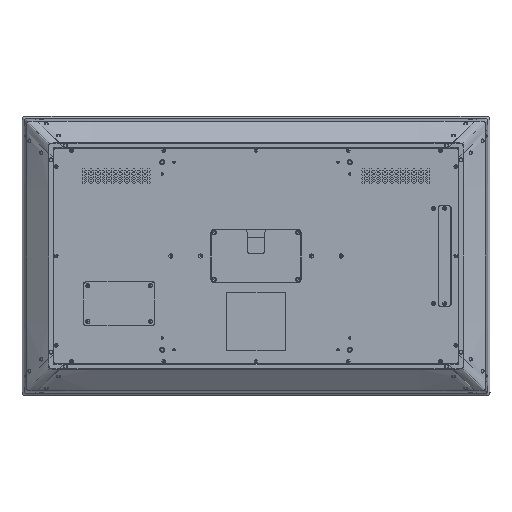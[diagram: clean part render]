
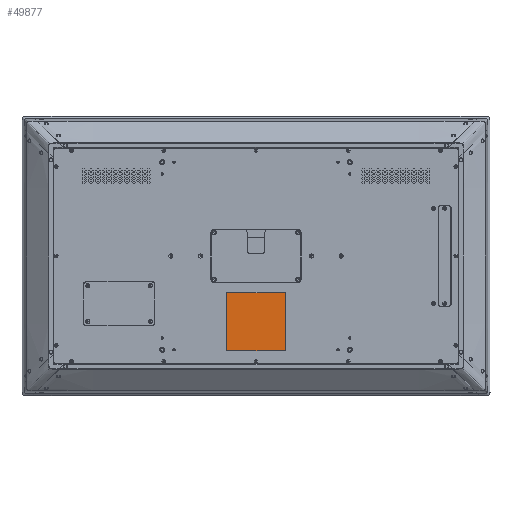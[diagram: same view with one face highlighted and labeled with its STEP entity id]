
A CAD part, front view. The second image highlights one B-rep face of the part: STEP entity #49877.
In plain terms, the highlighted planar face has unit normal (0, -1, 0).
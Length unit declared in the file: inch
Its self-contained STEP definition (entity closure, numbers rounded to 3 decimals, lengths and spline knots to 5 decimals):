
#9354 = VERTEX_POINT ( 'NONE', #115571 ) ;
#10036 = EDGE_CURVE ( 'NONE', #75019, #9354, #136614, .T. ) ;
#22093 = VECTOR ( 'NONE', #113742, 39.37008 ) ;
#23148 = CARTESIAN_POINT ( 'NONE',  ( 16.75375, -1.14622, -7.55653 ) ) ;
#34815 = VECTOR ( 'NONE', #62420, 39.37008 ) ;
#42301 = CARTESIAN_POINT ( 'NONE',  ( 2.4375, -1.14622, -6.71278 ) ) ;
#49752 = EDGE_CURVE ( 'NONE', #65390, #75019, #63234, .T. ) ;
#49877 = ADVANCED_FACE ( 'NONE', ( #97364 ), #134854, .T. ) ;
#50954 = CARTESIAN_POINT ( 'NONE',  ( 16.75375, -1.14622, -1.83778 ) ) ;
#51581 = VECTOR ( 'NONE', #109270, 39.37008 ) ;
#60737 = AXIS2_PLACEMENT_3D ( 'NONE', #23148, #72877, #81910 ) ;
#62420 = DIRECTION ( 'NONE',  ( 0., 0., 1. ) ) ;
#62609 = ORIENTED_EDGE ( 'NONE', *, *, #94037, .T. ) ;
#63234 = LINE ( 'NONE', #88531, #34815 ) ;
#65390 = VERTEX_POINT ( 'NONE', #42301 ) ;
#66409 = LINE ( 'NONE', #141455, #97399 ) ;
#72877 = DIRECTION ( 'NONE',  ( 0., -1., 0. ) ) ;
#75019 = VERTEX_POINT ( 'NONE', #80606 ) ;
#78878 = VERTEX_POINT ( 'NONE', #80972 ) ;
#80606 = CARTESIAN_POINT ( 'NONE',  ( 2.4375, -1.14622, -1.83778 ) ) ;
#80972 = CARTESIAN_POINT ( 'NONE',  ( -2.4375, -1.14622, -6.71278 ) ) ;
#81910 = DIRECTION ( 'NONE',  ( -1., 0., 0. ) ) ;
#88531 = CARTESIAN_POINT ( 'NONE',  ( 2.4375, -1.14622, -7.55653 ) ) ;
#90181 = ORIENTED_EDGE ( 'NONE', *, *, #126015, .T. ) ;
#94037 = EDGE_CURVE ( 'NONE', #78878, #65390, #97039, .T. ) ;
#97039 = LINE ( 'NONE', #110075, #51581 ) ;
#97364 = FACE_OUTER_BOUND ( 'NONE', #114641, .T. ) ;
#97399 = VECTOR ( 'NONE', #130024, 39.37008 ) ;
#99238 = ORIENTED_EDGE ( 'NONE', *, *, #10036, .T. ) ;
#109270 = DIRECTION ( 'NONE',  ( 1., 0., 0. ) ) ;
#110075 = CARTESIAN_POINT ( 'NONE',  ( 16.75375, -1.14622, -6.71278 ) ) ;
#113742 = DIRECTION ( 'NONE',  ( -1., 0., 0. ) ) ;
#114641 = EDGE_LOOP ( 'NONE', ( #99238, #90181, #62609, #146499 ) ) ;
#115571 = CARTESIAN_POINT ( 'NONE',  ( -2.4375, -1.14622, -1.83778 ) ) ;
#126015 = EDGE_CURVE ( 'NONE', #9354, #78878, #66409, .T. ) ;
#130024 = DIRECTION ( 'NONE',  ( 0., 0., -1. ) ) ;
#134854 = PLANE ( 'NONE',  #60737 ) ;
#136614 = LINE ( 'NONE', #50954, #22093 ) ;
#141455 = CARTESIAN_POINT ( 'NONE',  ( -2.4375, -1.14622, -7.55653 ) ) ;
#146499 = ORIENTED_EDGE ( 'NONE', *, *, #49752, .T. ) ;
